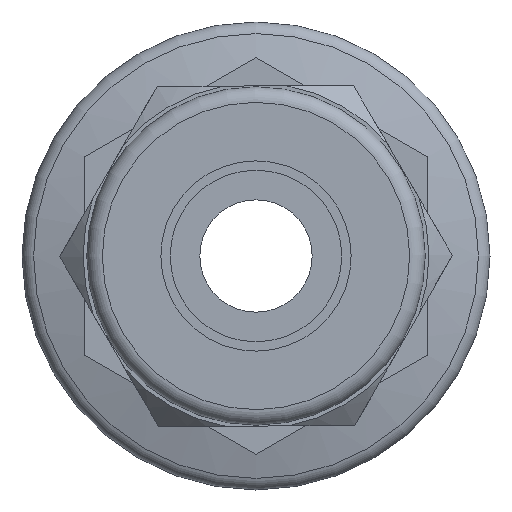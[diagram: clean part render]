
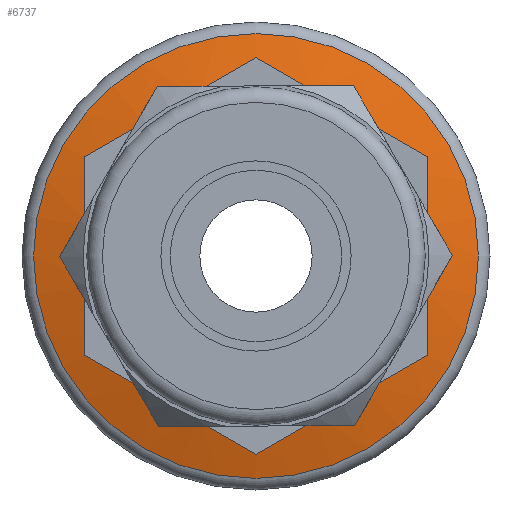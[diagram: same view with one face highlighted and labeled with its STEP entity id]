
A CAD part, left-side view. The second image highlights one B-rep face of the part: STEP entity #6737.
In plain terms, the highlighted conical face has half-angle 75 degrees and reference radius 7.163 mm.
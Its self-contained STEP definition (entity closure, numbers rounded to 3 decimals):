
#168 = DIRECTION ( 'NONE',  ( 0., 0., 1. ) ) ;
#173 = AXIS2_PLACEMENT_3D ( 'NONE', #222, #1313, #3419 ) ;
#222 = CARTESIAN_POINT ( 'NONE',  ( -4.399, 0., 0. ) ) ;
#252 = AXIS2_PLACEMENT_3D ( 'NONE', #6604, #5967, #9359 ) ;
#467 = VERTEX_POINT ( 'NONE', #4025 ) ;
#1145 = EDGE_CURVE ( 'NONE', #467, #467, #2955, .T. ) ;
#1313 = DIRECTION ( 'NONE',  ( -1., 0., 0. ) ) ;
#1702 = CONICAL_SURFACE ( 'NONE', #252, 7.163, 1.309 ) ;
#2355 = EDGE_LOOP ( 'NONE', ( #3730 ) ) ;
#2955 = CIRCLE ( 'NONE', #173, 14.259 ) ;
#3419 = DIRECTION ( 'NONE',  ( 0., 0., 1. ) ) ;
#3615 = AXIS2_PLACEMENT_3D ( 'NONE', #3835, #4552, #168 ) ;
#3730 = ORIENTED_EDGE ( 'NONE', *, *, #1145, .T. ) ;
#3835 = CARTESIAN_POINT ( 'NONE',  ( -6.3, 0., 0. ) ) ;
#3840 = EDGE_CURVE ( 'NONE', #6086, #6086, #8792, .T. ) ;
#4025 = CARTESIAN_POINT ( 'NONE',  ( -4.399, 0., 14.259 ) ) ;
#4552 = DIRECTION ( 'NONE',  ( -1., 0., 0. ) ) ;
#4748 = ORIENTED_EDGE ( 'NONE', *, *, #3840, .F. ) ;
#5297 = EDGE_LOOP ( 'NONE', ( #4748 ) ) ;
#5967 = DIRECTION ( 'NONE',  ( 1., 0., 0. ) ) ;
#6043 = FACE_OUTER_BOUND ( 'NONE', #2355, .T. ) ;
#6086 = VERTEX_POINT ( 'NONE', #7529 ) ;
#6604 = CARTESIAN_POINT ( 'NONE',  ( -6.3, 0., 0. ) ) ;
#6737 = ADVANCED_FACE ( 'NONE', ( #6043, #7260 ), #1702, .T. ) ;
#7260 = FACE_BOUND ( 'NONE', #5297, .T. ) ;
#7529 = CARTESIAN_POINT ( 'NONE',  ( -6.3, 0., 7.163 ) ) ;
#8792 = CIRCLE ( 'NONE', #3615, 7.163 ) ;
#9359 = DIRECTION ( 'NONE',  ( 0., 0., -1. ) ) ;
